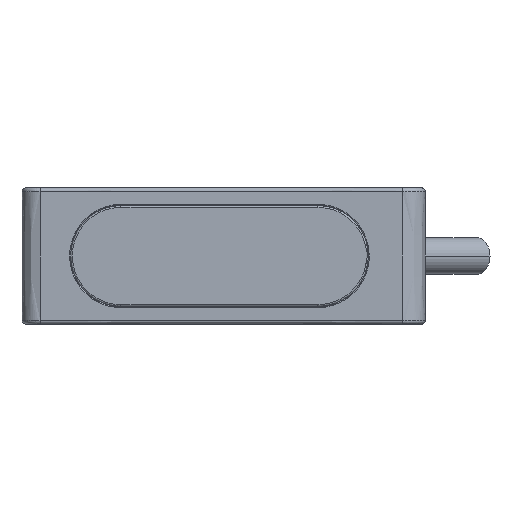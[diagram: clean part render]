
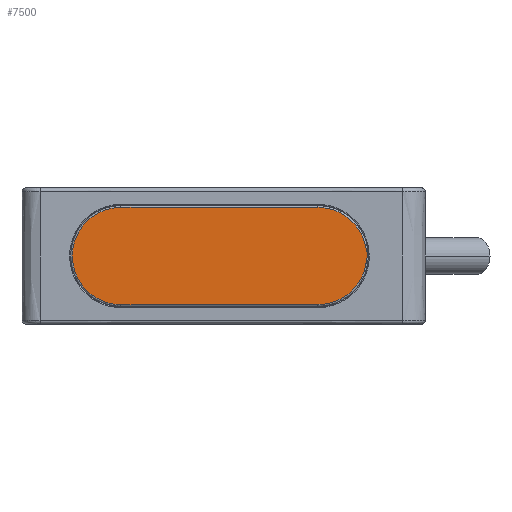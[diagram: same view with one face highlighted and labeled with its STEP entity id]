
A CAD part, left-side view. The second image highlights one B-rep face of the part: STEP entity #7500.
In plain terms, the highlighted planar face has unit normal (-1, 0, 0).
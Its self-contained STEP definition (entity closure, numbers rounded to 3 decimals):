
#94 = ORIENTED_EDGE ( 'NONE', *, *, #9164, .T. ) ;
#109 = CARTESIAN_POINT ( 'NONE',  ( -70.549, 8.944, 105.35 ) ) ;
#280 = CARTESIAN_POINT ( 'NONE',  ( -70.549, 35.96, 100.7 ) ) ;
#308 = CARTESIAN_POINT ( 'NONE',  ( -70.549, 30.644, 94.65 ) ) ;
#499 = CARTESIAN_POINT ( 'NONE',  ( -70.549, 34.923, 103.287 ) ) ;
#537 = DIRECTION ( 'NONE',  ( 0., -1., 0. ) ) ;
#959 = CARTESIAN_POINT ( 'NONE',  ( -70.549, 7.545, 94.789 ) ) ;
#967 = CARTESIAN_POINT ( 'NONE',  ( -70.549, 30.644, 94.65 ) ) ;
#1034 = CARTESIAN_POINT ( 'NONE',  ( -70.549, 8.244, 105.316 ) ) ;
#1116 = CARTESIAN_POINT ( 'NONE',  ( -70.549, 34.923, 96.713 ) ) ;
#2198 = CARTESIAN_POINT ( 'NONE',  ( -70.549, 3.594, 99.648 ) ) ;
#2266 = CARTESIAN_POINT ( 'NONE',  ( -70.549, 8.944, 105.35 ) ) ;
#2357 = CARTESIAN_POINT ( 'NONE',  ( -70.549, 35.994, 99.297 ) ) ;
#2529 = EDGE_CURVE ( 'NONE', #9327, #12177, #7397, .T. ) ;
#2557 = CARTESIAN_POINT ( 'NONE',  ( -70.549, 35.994, 94.65 ) ) ;
#2612 = PLANE ( 'NONE',  #7199 ) ;
#2851 = CARTESIAN_POINT ( 'NONE',  ( -70.549, 33.34, 104.674 ) ) ;
#2907 = CARTESIAN_POINT ( 'NONE',  ( -70.549, 35.994, 100.352 ) ) ;
#3064 = ORIENTED_EDGE ( 'NONE', *, *, #11811, .T. ) ;
#3319 = CARTESIAN_POINT ( 'NONE',  ( -70.549, 8.241, 94.65 ) ) ;
#3412 = CARTESIAN_POINT ( 'NONE',  ( -70.549, 30.644, 105.35 ) ) ;
#3558 = EDGE_CURVE ( 'NONE', #10912, #4424, #14617, .T. ) ;
#3568 = B_SPLINE_CURVE_WITH_KNOTS ( 'NONE', 3,
 ( #9531, #2357, #7168, #13326, #1116, #14405, #13174, #7062, #10842, #7226, #8316, #967 ),
 .UNSPECIFIED., .F., .F.,
 ( 4, 2, 2, 2, 2, 4 ),
 ( 0., 0.25, 0.5, 0.75, 0.875, 1. ),
 .UNSPECIFIED. ) ;
#4024 = ORIENTED_EDGE ( 'NONE', *, *, #13648, .T. ) ;
#4424 = VERTEX_POINT ( 'NONE', #11761 ) ;
#4506 = FACE_OUTER_BOUND ( 'NONE', #8155, .T. ) ;
#5229 = CARTESIAN_POINT ( 'NONE',  ( -70.549, 30.644, 105.35 ) ) ;
#5338 = CARTESIAN_POINT ( 'NONE',  ( -70.549, 33.931, 104.279 ) ) ;
#5398 = VECTOR ( 'NONE', #11978, 1000. ) ;
#5622 = VERTEX_POINT ( 'NONE', #11081 ) ;
#5705 = CARTESIAN_POINT ( 'NONE',  ( -70.549, 6.248, 95.326 ) ) ;
#5756 = CARTESIAN_POINT ( 'NONE',  ( -70.549, 3.765, 98.612 ) ) ;
#5932 = CARTESIAN_POINT ( 'NONE',  ( -70.549, 3.594, 100. ) ) ;
#6063 = EDGE_CURVE ( 'NONE', #12177, #5622, #10198, .T. ) ;
#6952 = CARTESIAN_POINT ( 'NONE',  ( -70.549, 5.657, 95.721 ) ) ;
#7006 = VECTOR ( 'NONE', #537, 1000. ) ;
#7062 = CARTESIAN_POINT ( 'NONE',  ( -70.549, 32.367, 94.923 ) ) ;
#7133 = CARTESIAN_POINT ( 'NONE',  ( -70.549, 3.594, 100.703 ) ) ;
#7168 = CARTESIAN_POINT ( 'NONE',  ( -70.549, 35.855, 98.601 ) ) ;
#7183 = CARTESIAN_POINT ( 'NONE',  ( -70.549, 3.733, 101.399 ) ) ;
#7199 = AXIS2_PLACEMENT_3D ( 'NONE', #2557, #12341, #13686 ) ;
#7226 = CARTESIAN_POINT ( 'NONE',  ( -70.549, 31.344, 94.684 ) ) ;
#7397 = LINE ( 'NONE', #10345, #7006 ) ;
#7427 = ORIENTED_EDGE ( 'NONE', *, *, #2529, .T. ) ;
#7500 = ADVANCED_FACE ( 'NONE', ( #4506 ), #2612, .T. ) ;
#7742 = LINE ( 'NONE', #15585, #5398 ) ;
#7902 = CARTESIAN_POINT ( 'NONE',  ( -70.549, 31.347, 105.35 ) ) ;
#8155 = EDGE_LOOP ( 'NONE', ( #7427, #13516, #3064, #4024, #15415, #94 ) ) ;
#8316 = CARTESIAN_POINT ( 'NONE',  ( -70.549, 30.996, 94.65 ) ) ;
#8333 = CARTESIAN_POINT ( 'NONE',  ( -70.549, 4.27, 102.696 ) ) ;
#8414 = CARTESIAN_POINT ( 'NONE',  ( -70.549, 4.665, 96.713 ) ) ;
#9071 = CARTESIAN_POINT ( 'NONE',  ( -70.549, 35.721, 101.723 ) ) ;
#9164 = EDGE_CURVE ( 'NONE', #4424, #9327, #3568, .T. ) ;
#9327 = VERTEX_POINT ( 'NONE', #308 ) ;
#9531 = CARTESIAN_POINT ( 'NONE',  ( -70.549, 35.994, 100. ) ) ;
#9547 = CARTESIAN_POINT ( 'NONE',  ( -70.549, 7.221, 105.077 ) ) ;
#9582 = CARTESIAN_POINT ( 'NONE',  ( -70.549, 4.27, 97.304 ) ) ;
#9651 = CARTESIAN_POINT ( 'NONE',  ( -70.549, 8.592, 105.35 ) ) ;
#10198 = B_SPLINE_CURVE_WITH_KNOTS ( 'NONE', 3,
 ( #15706, #3319, #959, #5705, #6952, #8414, #9582, #15541, #5756, #14400, #2198, #10838 ),
 .UNSPECIFIED., .F., .F.,
 ( 4, 2, 2, 2, 2, 4 ),
 ( 0., 0.25, 0.5, 0.75, 0.875, 1. ),
 .UNSPECIFIED. ) ;
#10345 = CARTESIAN_POINT ( 'NONE',  ( -70.549, 35.994, 94.65 ) ) ;
#10838 = CARTESIAN_POINT ( 'NONE',  ( -70.549, 3.594, 100. ) ) ;
#10842 = CARTESIAN_POINT ( 'NONE',  ( -70.549, 32.032, 94.821 ) ) ;
#10912 = VERTEX_POINT ( 'NONE', #3412 ) ;
#11081 = CARTESIAN_POINT ( 'NONE',  ( -70.16, 3.438, 100. ) ) ;
#11584 = CARTESIAN_POINT ( 'NONE',  ( -70.549, 32.043, 105.211 ) ) ;
#11761 = CARTESIAN_POINT ( 'NONE',  ( -70.549, 35.994, 100. ) ) ;
#11811 = EDGE_CURVE ( 'NONE', #5622, #15189, #15091, .T. ) ;
#11958 = CARTESIAN_POINT ( 'NONE',  ( -70.549, 4.665, 103.287 ) ) ;
#11978 = DIRECTION ( 'NONE',  ( 0., 1., 0. ) ) ;
#12107 = CARTESIAN_POINT ( 'NONE',  ( -70.549, 5.657, 104.279 ) ) ;
#12177 = VERTEX_POINT ( 'NONE', #15438 ) ;
#12341 = DIRECTION ( 'NONE',  ( -1., 0., 0. ) ) ;
#13174 = CARTESIAN_POINT ( 'NONE',  ( -70.549, 33.34, 95.326 ) ) ;
#13326 = CARTESIAN_POINT ( 'NONE',  ( -70.549, 35.318, 97.304 ) ) ;
#13516 = ORIENTED_EDGE ( 'NONE', *, *, #6063, .T. ) ;
#13648 = EDGE_CURVE ( 'NONE', #15189, #10912, #7742, .T. ) ;
#13686 = DIRECTION ( 'NONE',  ( 0., -1., 0. ) ) ;
#13773 = CARTESIAN_POINT ( 'NONE',  ( -70.549, 35.318, 102.696 ) ) ;
#13824 = CARTESIAN_POINT ( 'NONE',  ( -70.549, 35.994, 100. ) ) ;
#13938 = CARTESIAN_POINT ( 'NONE',  ( -70.549, 35.823, 101.388 ) ) ;
#14400 = CARTESIAN_POINT ( 'NONE',  ( -70.549, 3.628, 99.3 ) ) ;
#14405 = CARTESIAN_POINT ( 'NONE',  ( -70.549, 33.931, 95.721 ) ) ;
#14583 = CARTESIAN_POINT ( 'NONE',  ( -70.549, 6.248, 104.674 ) ) ;
#14617 = B_SPLINE_CURVE_WITH_KNOTS ( 'NONE', 3,
 ( #5229, #7902, #11584, #2851, #5338, #499, #13773, #9071, #13938, #280, #2907, #13824 ),
 .UNSPECIFIED., .F., .F.,
 ( 4, 2, 2, 2, 2, 4 ),
 ( 0., 0.25, 0.5, 0.75, 0.875, 1. ),
 .UNSPECIFIED. ) ;
#15091 = B_SPLINE_CURVE_WITH_KNOTS ( 'NONE', 3,
 ( #5932, #7133, #7183, #8333, #11958, #12107, #14583, #9547, #15776, #1034, #9651, #2266 ),
 .UNSPECIFIED., .F., .F.,
 ( 4, 2, 2, 2, 2, 4 ),
 ( 0., 0.25, 0.5, 0.75, 0.875, 1. ),
 .UNSPECIFIED. ) ;
#15189 = VERTEX_POINT ( 'NONE', #109 ) ;
#15415 = ORIENTED_EDGE ( 'NONE', *, *, #3558, .T. ) ;
#15438 = CARTESIAN_POINT ( 'NONE',  ( -70.549, 8.944, 94.65 ) ) ;
#15541 = CARTESIAN_POINT ( 'NONE',  ( -70.549, 3.867, 98.277 ) ) ;
#15585 = CARTESIAN_POINT ( 'NONE',  ( -70.549, 35.994, 105.35 ) ) ;
#15706 = CARTESIAN_POINT ( 'NONE',  ( -70.549, 8.944, 94.65 ) ) ;
#15776 = CARTESIAN_POINT ( 'NONE',  ( -70.549, 7.556, 105.179 ) ) ;
